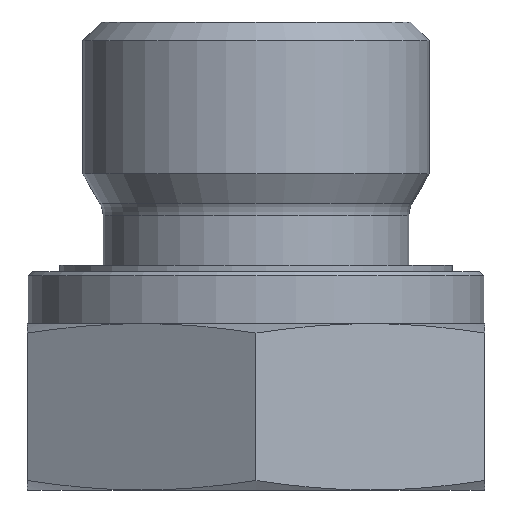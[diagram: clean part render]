
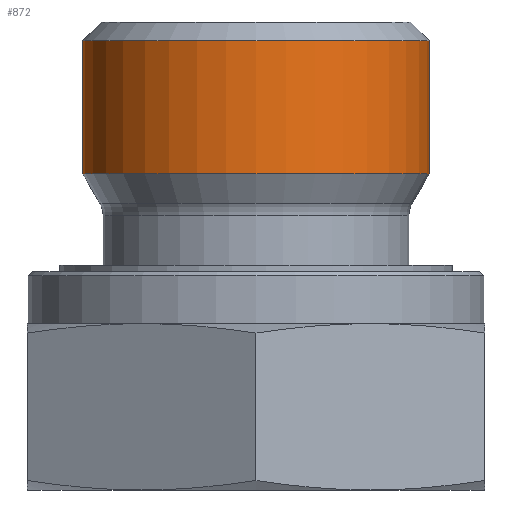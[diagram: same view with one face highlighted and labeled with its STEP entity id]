
A CAD part, front view. The second image highlights one B-rep face of the part: STEP entity #872.
In plain terms, the highlighted cylindrical face has radius 8.331 mm (diameter 16.662 mm), a full revolution.
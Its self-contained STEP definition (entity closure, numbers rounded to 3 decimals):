
#838=CARTESIAN_POINT('',(8.331,0.,21.6));
#839=VERTEX_POINT('',#838);
#840=CARTESIAN_POINT('',(0.0,0.0,21.6));
#841=DIRECTION('',(0.0,0.0,1.0));
#842=DIRECTION('',(-1.0,0.0,0.0));
#843=AXIS2_PLACEMENT_3D('',#840,#841,#842);
#844=CIRCLE('',#843,8.331);
#845=EDGE_CURVE('',#839,#839,#844,.T.);
#853=CARTESIAN_POINT('',(0.0,0.0,22.5));
#854=DIRECTION('',(0.0,0.0,-1.0));
#855=DIRECTION('',(-1.0,0.0,0.0));
#856=AXIS2_PLACEMENT_3D('',#853,#854,#855);
#857=CYLINDRICAL_SURFACE('',#856,8.331);
#858=CARTESIAN_POINT('',(-7.215,4.165,15.199));
#859=VERTEX_POINT('',#858);
#860=CARTESIAN_POINT('',(0.0,0.0,15.199));
#861=DIRECTION('',(0.0,0.0,1.0));
#862=DIRECTION('',(-1.0,0.0,0.0));
#863=AXIS2_PLACEMENT_3D('',#860,#861,#862);
#864=CIRCLE('',#863,8.331);
#865=EDGE_CURVE('',#859,#859,#864,.T.);
#866=ORIENTED_EDGE('',*,*,#865,.T.);
#867=EDGE_LOOP('',(#866));
#868=FACE_OUTER_BOUND('',#867,.T.);
#869=ORIENTED_EDGE('',*,*,#845,.F.);
#870=EDGE_LOOP('',(#869));
#871=FACE_BOUND('',#870,.T.);
#872=ADVANCED_FACE('',(#868,#871),#857,.T.);
